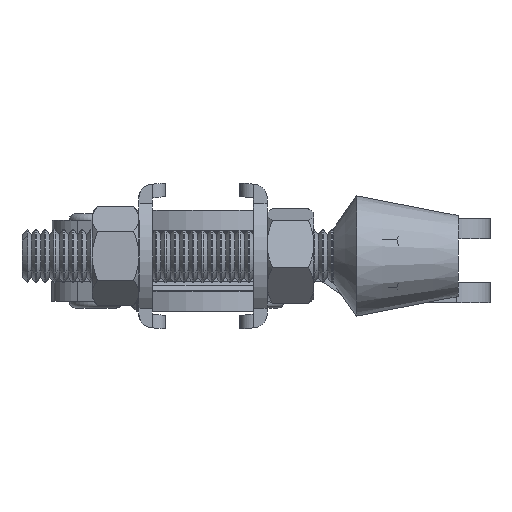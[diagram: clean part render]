
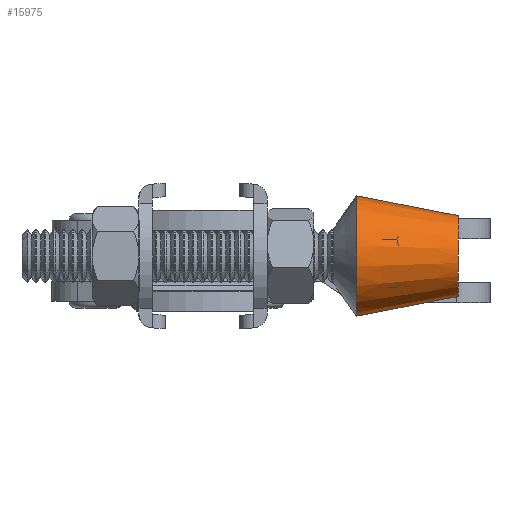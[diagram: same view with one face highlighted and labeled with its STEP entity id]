
A CAD part, left-side view. The second image highlights one B-rep face of the part: STEP entity #15975.
In plain terms, the highlighted conical face has half-angle 11 degrees and reference radius 6 mm.
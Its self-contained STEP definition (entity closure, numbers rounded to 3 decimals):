
#2740 = EDGE_CURVE ( 'NONE', #7241, #7283, #6663, .T. ) ;
#2742 = EDGE_CURVE ( 'NONE', #7307, #7273, #6667, .T. ) ;
#2746 = EDGE_CURVE ( 'NONE', #7283, #7273, #6675, .T. ) ;
#2747 = EDGE_CURVE ( 'NONE', #7241, #7307, #6689, .T. ) ;
#6663 = LINE ( 'NONE', #8426, #6671 ) ;
#6667 = LINE ( 'NONE', #8431, #6677 ) ;
#6671 = VECTOR ( 'NONE', #8424, 1000. ) ;
#6675 = CIRCLE ( 'NONE', #35252, 8.926 ) ;
#6677 = VECTOR ( 'NONE', #8425, 1000. ) ;
#6689 = CIRCLE ( 'NONE', #35253, 6. ) ;
#7241 = VERTEX_POINT ( 'NONE', #11000 ) ;
#7273 = VERTEX_POINT ( 'NONE', #11016 ) ;
#7283 = VERTEX_POINT ( 'NONE', #11021 ) ;
#7307 = VERTEX_POINT ( 'NONE', #11033 ) ;
#8424 = DIRECTION ( 'NONE',  ( 0., 0.982, -0.191 ) ) ;
#8425 = DIRECTION ( 'NONE',  ( 0., 0.982, 0.191 ) ) ;
#8426 = CARTESIAN_POINT ( 'NONE',  ( 0., 0., -6. ) ) ;
#8431 = CARTESIAN_POINT ( 'NONE',  ( 0., 0., 6. ) ) ;
#8441 = CARTESIAN_POINT ( 'NONE',  ( 0., 15.051, 0. ) ) ;
#8442 = DIRECTION ( 'NONE',  ( 0., 1., 0. ) ) ;
#8443 = DIRECTION ( 'NONE',  ( 0., 0., 1. ) ) ;
#8446 = CARTESIAN_POINT ( 'NONE',  ( 0., 0., 0. ) ) ;
#8447 = DIRECTION ( 'NONE',  ( 0., 1., 0. ) ) ;
#8448 = DIRECTION ( 'NONE',  ( 0., 0., 1. ) ) ;
#11000 = CARTESIAN_POINT ( 'NONE',  ( 0., 0., -6. ) ) ;
#11016 = CARTESIAN_POINT ( 'NONE',  ( 0., 15.051, 8.926 ) ) ;
#11021 = CARTESIAN_POINT ( 'NONE',  ( 0., 15.051, -8.926 ) ) ;
#11033 = CARTESIAN_POINT ( 'NONE',  ( 0., 0., 6. ) ) ;
#12349 = ORIENTED_EDGE ( 'NONE', *, *, #2742, .T. ) ;
#12351 = ORIENTED_EDGE ( 'NONE', *, *, #2746, .F. ) ;
#12357 = ORIENTED_EDGE ( 'NONE', *, *, #2740, .F. ) ;
#12359 = ORIENTED_EDGE ( 'NONE', *, *, #2747, .T. ) ;
#15975 = ADVANCED_FACE ( 'NONE', ( #20336 ), #20344, .T. ) ;
#19492 = AXIS2_PLACEMENT_3D ( 'NONE', #22871, #22869, #22867 ) ;
#20336 = FACE_OUTER_BOUND ( 'NONE', #38268, .T. ) ;
#20344 = CONICAL_SURFACE ( 'NONE', #19492, 6., 0.192 ) ;
#22867 = DIRECTION ( 'NONE',  ( 0., 0., 1. ) ) ;
#22869 = DIRECTION ( 'NONE',  ( 0., 1., 0. ) ) ;
#22871 = CARTESIAN_POINT ( 'NONE',  ( 0., 0., 0. ) ) ;
#35252 = AXIS2_PLACEMENT_3D ( 'NONE', #8441, #8442, #8443 ) ;
#35253 = AXIS2_PLACEMENT_3D ( 'NONE', #8446, #8447, #8448 ) ;
#38268 = EDGE_LOOP ( 'NONE', ( #12357, #12359, #12349, #12351 ) ) ;
